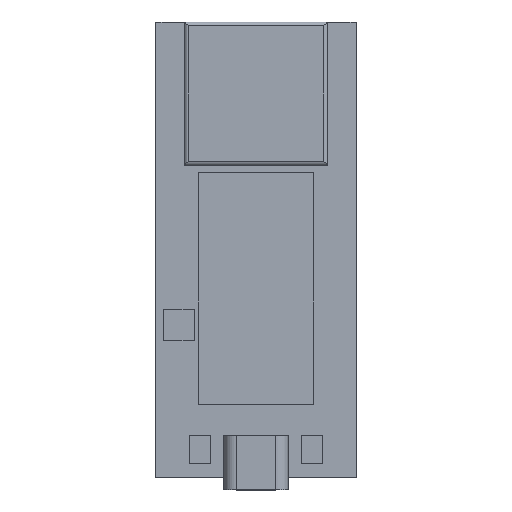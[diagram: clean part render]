
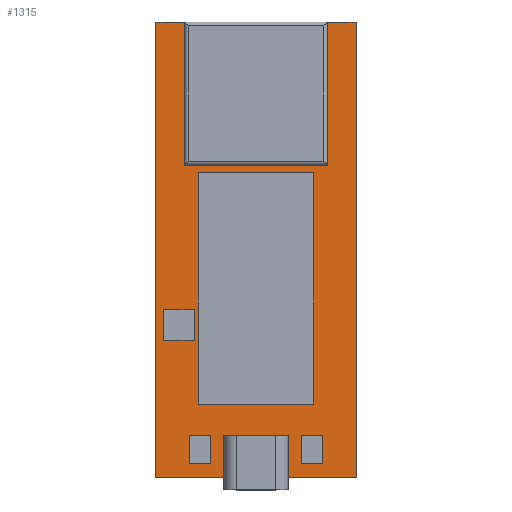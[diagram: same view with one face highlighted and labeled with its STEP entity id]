
A CAD part, top view. The second image highlights one B-rep face of the part: STEP entity #1315.
In plain terms, the highlighted planar face has unit normal (0, 0, 1).
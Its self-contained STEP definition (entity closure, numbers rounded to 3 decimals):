
#17=FACE_BOUND('',#210,.T.);
#18=FACE_BOUND('',#211,.T.);
#19=FACE_BOUND('',#212,.T.);
#20=FACE_BOUND('',#213,.T.);
#66=PLANE('',#1410);
#135=FACE_OUTER_BOUND('',#209,.T.);
#209=EDGE_LOOP('',(#1061,#1062,#1063,#1064,#1065,#1066,#1067,#1068,#1069,
#1070,#1071,#1072));
#210=EDGE_LOOP('',(#1073,#1074,#1075,#1076));
#211=EDGE_LOOP('',(#1077,#1078,#1079,#1080));
#212=EDGE_LOOP('',(#1081,#1082,#1083,#1084));
#213=EDGE_LOOP('',(#1085,#1086,#1087,#1088));
#258=LINE('',#1816,#421);
#261=LINE('',#1822,#424);
#267=LINE('',#1833,#430);
#339=LINE('',#1993,#502);
#340=LINE('',#1995,#503);
#341=LINE('',#1998,#504);
#342=LINE('',#2000,#505);
#343=LINE('',#2002,#506);
#344=LINE('',#2004,#507);
#345=LINE('',#2006,#508);
#346=LINE('',#2008,#509);
#347=LINE('',#2009,#510);
#348=LINE('',#2012,#511);
#349=LINE('',#2014,#512);
#350=LINE('',#2016,#513);
#351=LINE('',#2017,#514);
#352=LINE('',#2020,#515);
#353=LINE('',#2022,#516);
#354=LINE('',#2024,#517);
#355=LINE('',#2025,#518);
#356=LINE('',#2028,#519);
#357=LINE('',#2030,#520);
#358=LINE('',#2032,#521);
#359=LINE('',#2033,#522);
#360=LINE('',#2036,#523);
#361=LINE('',#2038,#524);
#362=LINE('',#2040,#525);
#363=LINE('',#2041,#526);
#421=VECTOR('',#1477,10.);
#424=VECTOR('',#1482,10.);
#430=VECTOR('',#1488,10.);
#502=VECTOR('',#1636,10.);
#503=VECTOR('',#1639,10.);
#504=VECTOR('',#1642,10.);
#505=VECTOR('',#1643,10.);
#506=VECTOR('',#1644,10.);
#507=VECTOR('',#1645,10.);
#508=VECTOR('',#1646,10.);
#509=VECTOR('',#1647,10.);
#510=VECTOR('',#1648,10.);
#511=VECTOR('',#1649,10.);
#512=VECTOR('',#1650,10.);
#513=VECTOR('',#1651,10.);
#514=VECTOR('',#1652,10.);
#515=VECTOR('',#1653,10.);
#516=VECTOR('',#1654,10.);
#517=VECTOR('',#1655,10.);
#518=VECTOR('',#1656,10.);
#519=VECTOR('',#1657,10.);
#520=VECTOR('',#1658,10.);
#521=VECTOR('',#1659,10.);
#522=VECTOR('',#1660,10.);
#523=VECTOR('',#1661,10.);
#524=VECTOR('',#1662,10.);
#525=VECTOR('',#1663,10.);
#526=VECTOR('',#1664,10.);
#583=VERTEX_POINT('',#1813);
#584=VERTEX_POINT('',#1815);
#585=VERTEX_POINT('',#1819);
#586=VERTEX_POINT('',#1821);
#591=VERTEX_POINT('',#1831);
#641=VERTEX_POINT('',#1991);
#642=VERTEX_POINT('',#1997);
#643=VERTEX_POINT('',#1999);
#644=VERTEX_POINT('',#2001);
#645=VERTEX_POINT('',#2003);
#646=VERTEX_POINT('',#2005);
#647=VERTEX_POINT('',#2007);
#648=VERTEX_POINT('',#2010);
#649=VERTEX_POINT('',#2011);
#650=VERTEX_POINT('',#2013);
#651=VERTEX_POINT('',#2015);
#652=VERTEX_POINT('',#2018);
#653=VERTEX_POINT('',#2019);
#654=VERTEX_POINT('',#2021);
#655=VERTEX_POINT('',#2023);
#656=VERTEX_POINT('',#2026);
#657=VERTEX_POINT('',#2027);
#658=VERTEX_POINT('',#2029);
#659=VERTEX_POINT('',#2031);
#660=VERTEX_POINT('',#2034);
#661=VERTEX_POINT('',#2035);
#662=VERTEX_POINT('',#2037);
#663=VERTEX_POINT('',#2039);
#705=EDGE_CURVE('',#584,#583,#258,.T.);
#708=EDGE_CURVE('',#586,#585,#261,.T.);
#714=EDGE_CURVE('',#583,#591,#267,.T.);
#792=EDGE_CURVE('',#585,#641,#339,.T.);
#793=EDGE_CURVE('',#641,#584,#340,.T.);
#794=EDGE_CURVE('',#591,#642,#341,.T.);
#795=EDGE_CURVE('',#642,#643,#342,.T.);
#796=EDGE_CURVE('',#643,#644,#343,.T.);
#797=EDGE_CURVE('',#644,#645,#344,.T.);
#798=EDGE_CURVE('',#645,#646,#345,.T.);
#799=EDGE_CURVE('',#646,#647,#346,.T.);
#800=EDGE_CURVE('',#647,#586,#347,.T.);
#801=EDGE_CURVE('',#648,#649,#348,.T.);
#802=EDGE_CURVE('',#649,#650,#349,.T.);
#803=EDGE_CURVE('',#650,#651,#350,.T.);
#804=EDGE_CURVE('',#651,#648,#351,.T.);
#805=EDGE_CURVE('',#652,#653,#352,.T.);
#806=EDGE_CURVE('',#653,#654,#353,.T.);
#807=EDGE_CURVE('',#654,#655,#354,.T.);
#808=EDGE_CURVE('',#655,#652,#355,.T.);
#809=EDGE_CURVE('',#656,#657,#356,.T.);
#810=EDGE_CURVE('',#657,#658,#357,.T.);
#811=EDGE_CURVE('',#658,#659,#358,.T.);
#812=EDGE_CURVE('',#659,#656,#359,.T.);
#813=EDGE_CURVE('',#660,#661,#360,.T.);
#814=EDGE_CURVE('',#661,#662,#361,.T.);
#815=EDGE_CURVE('',#662,#663,#362,.T.);
#816=EDGE_CURVE('',#663,#660,#363,.T.);
#1061=ORIENTED_EDGE('',*,*,#792,.T.);
#1062=ORIENTED_EDGE('',*,*,#793,.T.);
#1063=ORIENTED_EDGE('',*,*,#705,.T.);
#1064=ORIENTED_EDGE('',*,*,#714,.T.);
#1065=ORIENTED_EDGE('',*,*,#794,.T.);
#1066=ORIENTED_EDGE('',*,*,#795,.T.);
#1067=ORIENTED_EDGE('',*,*,#796,.T.);
#1068=ORIENTED_EDGE('',*,*,#797,.T.);
#1069=ORIENTED_EDGE('',*,*,#798,.T.);
#1070=ORIENTED_EDGE('',*,*,#799,.T.);
#1071=ORIENTED_EDGE('',*,*,#800,.T.);
#1072=ORIENTED_EDGE('',*,*,#708,.T.);
#1073=ORIENTED_EDGE('',*,*,#801,.T.);
#1074=ORIENTED_EDGE('',*,*,#802,.T.);
#1075=ORIENTED_EDGE('',*,*,#803,.T.);
#1076=ORIENTED_EDGE('',*,*,#804,.T.);
#1077=ORIENTED_EDGE('',*,*,#805,.T.);
#1078=ORIENTED_EDGE('',*,*,#806,.T.);
#1079=ORIENTED_EDGE('',*,*,#807,.T.);
#1080=ORIENTED_EDGE('',*,*,#808,.T.);
#1081=ORIENTED_EDGE('',*,*,#809,.T.);
#1082=ORIENTED_EDGE('',*,*,#810,.T.);
#1083=ORIENTED_EDGE('',*,*,#811,.T.);
#1084=ORIENTED_EDGE('',*,*,#812,.T.);
#1085=ORIENTED_EDGE('',*,*,#813,.T.);
#1086=ORIENTED_EDGE('',*,*,#814,.T.);
#1087=ORIENTED_EDGE('',*,*,#815,.T.);
#1088=ORIENTED_EDGE('',*,*,#816,.T.);
#1315=ADVANCED_FACE('',(#135,#17,#18,#19,#20),#66,.T.);
#1410=AXIS2_PLACEMENT_3D('',#1996,#1640,#1641);
#1477=DIRECTION('',(0.,1.,0.));
#1482=DIRECTION('',(-1.,0.,0.));
#1488=DIRECTION('',(-1.,0.,0.));
#1636=DIRECTION('',(0.,-1.,0.));
#1639=DIRECTION('',(-1.,0.,0.));
#1640=DIRECTION('center_axis',(0.,0.,1.));
#1641=DIRECTION('ref_axis',(1.,0.,0.));
#1642=DIRECTION('',(0.,-1.,0.));
#1643=DIRECTION('',(1.,0.,0.));
#1644=DIRECTION('',(0.,1.,0.));
#1645=DIRECTION('',(1.,0.,0.));
#1646=DIRECTION('',(0.,-1.,0.));
#1647=DIRECTION('',(1.,0.,0.));
#1648=DIRECTION('',(0.,1.,0.));
#1649=DIRECTION('',(1.,0.,0.));
#1650=DIRECTION('',(0.,-1.,0.));
#1651=DIRECTION('',(-1.,0.,0.));
#1652=DIRECTION('',(0.,1.,0.));
#1653=DIRECTION('',(0.,1.,0.));
#1654=DIRECTION('',(1.,0.,0.));
#1655=DIRECTION('',(0.,-1.,0.));
#1656=DIRECTION('',(-1.,0.,0.));
#1657=DIRECTION('',(-1.,0.,0.));
#1658=DIRECTION('',(0.,1.,0.));
#1659=DIRECTION('',(1.,0.,0.));
#1660=DIRECTION('',(0.,-1.,0.));
#1661=DIRECTION('',(0.,1.,0.));
#1662=DIRECTION('',(1.,0.,0.));
#1663=DIRECTION('',(0.,-1.,0.));
#1664=DIRECTION('',(-1.,0.,0.));
#1813=CARTESIAN_POINT('',(4.,63.64,1.65));
#1815=CARTESIAN_POINT('',(4.,43.64,1.65));
#1816=CARTESIAN_POINT('',(4.,47.73,1.65));
#1819=CARTESIAN_POINT('',(24.,63.64,1.65));
#1821=CARTESIAN_POINT('',(28.,63.64,1.65));
#1822=CARTESIAN_POINT('',(28.,63.64,1.65));
#1831=CARTESIAN_POINT('',(0.,63.64,1.65));
#1833=CARTESIAN_POINT('',(28.,63.64,1.65));
#1991=CARTESIAN_POINT('',(24.,43.64,1.65));
#1993=CARTESIAN_POINT('',(24.,37.73,1.65));
#1995=CARTESIAN_POINT('',(9.,43.64,1.65));
#1996=CARTESIAN_POINT('Origin',(14.,31.82,1.65));
#1997=CARTESIAN_POINT('',(0.,0.,1.65));
#1998=CARTESIAN_POINT('',(0.,63.64,1.65));
#1999=CARTESIAN_POINT('',(9.5,0.,1.65));
#2000=CARTESIAN_POINT('',(0.,0.,1.65));
#2001=CARTESIAN_POINT('',(9.5,5.8,1.65));
#2002=CARTESIAN_POINT('',(9.5,18.81,1.65));
#2003=CARTESIAN_POINT('',(18.5,5.8,1.65));
#2004=CARTESIAN_POINT('',(16.25,5.8,1.65));
#2005=CARTESIAN_POINT('',(18.5,0.,1.65));
#2006=CARTESIAN_POINT('',(18.5,15.01,1.65));
#2007=CARTESIAN_POINT('',(28.,0.,1.65));
#2008=CARTESIAN_POINT('',(0.,0.,1.65));
#2009=CARTESIAN_POINT('',(28.,0.,1.65));
#2010=CARTESIAN_POINT('',(5.9,42.55,1.65));
#2011=CARTESIAN_POINT('',(22.1,42.55,1.65));
#2012=CARTESIAN_POINT('',(18.05,42.55,1.65));
#2013=CARTESIAN_POINT('',(22.1,10.2,1.65));
#2014=CARTESIAN_POINT('',(22.1,21.01,1.65));
#2015=CARTESIAN_POINT('',(5.9,10.2,1.65));
#2016=CARTESIAN_POINT('',(9.95,10.2,1.65));
#2017=CARTESIAN_POINT('',(5.9,37.185,1.65));
#2018=CARTESIAN_POINT('',(4.65,1.85,1.65));
#2019=CARTESIAN_POINT('',(4.65,5.85,1.65));
#2020=CARTESIAN_POINT('',(4.65,18.835,1.65));
#2021=CARTESIAN_POINT('',(7.65,5.85,1.65));
#2022=CARTESIAN_POINT('',(10.825,5.85,1.65));
#2023=CARTESIAN_POINT('',(7.65,1.85,1.65));
#2024=CARTESIAN_POINT('',(7.65,16.835,1.65));
#2025=CARTESIAN_POINT('',(9.325,1.85,1.65));
#2026=CARTESIAN_POINT('',(23.35,1.85,1.65));
#2027=CARTESIAN_POINT('',(20.35,1.85,1.65));
#2028=CARTESIAN_POINT('',(17.175,1.85,1.65));
#2029=CARTESIAN_POINT('',(20.35,5.85,1.65));
#2030=CARTESIAN_POINT('',(20.35,18.835,1.65));
#2031=CARTESIAN_POINT('',(23.35,5.85,1.65));
#2032=CARTESIAN_POINT('',(18.675,5.85,1.65));
#2033=CARTESIAN_POINT('',(23.35,16.835,1.65));
#2034=CARTESIAN_POINT('',(1.1,19.15,1.65));
#2035=CARTESIAN_POINT('',(1.1,23.4,1.65));
#2036=CARTESIAN_POINT('',(1.1,27.61,1.65));
#2037=CARTESIAN_POINT('',(5.35,23.4,1.65));
#2038=CARTESIAN_POINT('',(9.675,23.4,1.65));
#2039=CARTESIAN_POINT('',(5.35,19.15,1.65));
#2040=CARTESIAN_POINT('',(5.35,25.485,1.65));
#2041=CARTESIAN_POINT('',(7.55,19.15,1.65));
